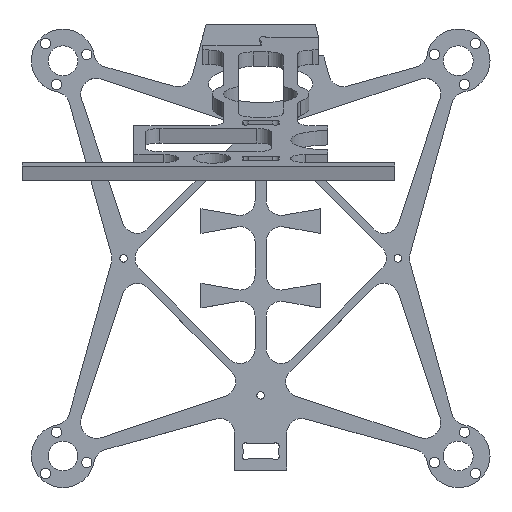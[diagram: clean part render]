
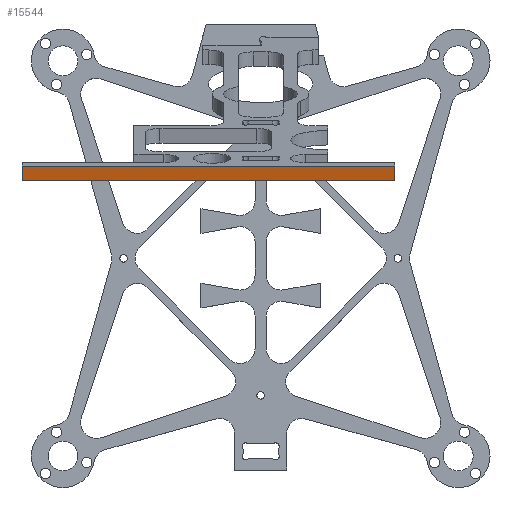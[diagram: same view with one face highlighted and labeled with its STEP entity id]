
A CAD part, top view. The second image highlights one B-rep face of the part: STEP entity #15544.
In plain terms, the highlighted planar face has unit normal (0, -0.259, 0.966).
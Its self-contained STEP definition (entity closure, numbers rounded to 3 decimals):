
#11103 = PLANE('',#11104);
#11104 = AXIS2_PLACEMENT_3D('',#11105,#11106,#11107);
#11105 = CARTESIAN_POINT('',(-7.,10.574,61.769));
#11106 = DIRECTION('',(0.,0.966,0.259)
  );
#11107 = DIRECTION('',(-1.,0.,0.));
#11131 = PLANE('',#11132);
#11132 = AXIS2_PLACEMENT_3D('',#11133,#11134,#11135);
#11133 = CARTESIAN_POINT('',(18.,10.316,62.735));
#11134 = DIRECTION('',(-1.,0.,0.));
#11135 = DIRECTION('',(0.,0.259,-0.966));
#11159 = PLANE('',#11160);
#11160 = AXIS2_PLACEMENT_3D('',#11161,#11162,#11163);
#11161 = CARTESIAN_POINT('',(-7.,12.506,62.287));
#11162 = DIRECTION('',(0.,0.966,0.259)
  );
#11163 = DIRECTION('',(-1.,0.,0.));
#12370 = VERTEX_POINT('',#12371);
#12371 = CARTESIAN_POINT('',(-32.,10.316,62.735));
#12385 = PLANE('',#12386);
#12386 = AXIS2_PLACEMENT_3D('',#12387,#12388,#12389);
#12387 = CARTESIAN_POINT('',(-32.,10.833,60.803));
#12388 = DIRECTION('',(1.,0.,0.));
#12389 = DIRECTION('',(0.,-0.259,0.966));
#12397 = EDGE_CURVE('',#12370,#12398,#12400,.T.);
#12398 = VERTEX_POINT('',#12399);
#12399 = CARTESIAN_POINT('',(18.,10.316,62.735));
#12400 = SURFACE_CURVE('',#12401,(#12405,#12412),.PCURVE_S1.);
#12401 = LINE('',#12402,#12403);
#12402 = CARTESIAN_POINT('',(-32.,10.316,62.735));
#12403 = VECTOR('',#12404,1.);
#12404 = DIRECTION('',(1.,0.,0.));
#12405 = PCURVE('',#11103,#12406);
#12406 = DEFINITIONAL_REPRESENTATION('',(#12407),#12411);
#12407 = LINE('',#12408,#12409);
#12408 = CARTESIAN_POINT('',(25.,1.));
#12409 = VECTOR('',#12410,1.);
#12410 = DIRECTION('',(-1.,0.));
#12411 = ( GEOMETRIC_REPRESENTATION_CONTEXT(2) 
PARAMETRIC_REPRESENTATION_CONTEXT() REPRESENTATION_CONTEXT('2D SPACE',''
  ) );
#12412 = PCURVE('',#12413,#12418);
#12413 = PLANE('',#12414);
#12414 = AXIS2_PLACEMENT_3D('',#12415,#12416,#12417);
#12415 = CARTESIAN_POINT('',(-32.,10.316,62.735));
#12416 = DIRECTION('',(0.,0.259,-0.966));
#12417 = DIRECTION('',(1.,0.,0.));
#12418 = DEFINITIONAL_REPRESENTATION('',(#12419),#12423);
#12419 = LINE('',#12420,#12421);
#12420 = CARTESIAN_POINT('',(0.,-0.));
#12421 = VECTOR('',#12422,1.);
#12422 = DIRECTION('',(1.,0.));
#12423 = ( GEOMETRIC_REPRESENTATION_CONTEXT(2) 
PARAMETRIC_REPRESENTATION_CONTEXT() REPRESENTATION_CONTEXT('2D SPACE',''
  ) );
#13608 = EDGE_CURVE('',#12398,#13609,#13611,.T.);
#13609 = VERTEX_POINT('',#13610);
#13610 = CARTESIAN_POINT('',(18.,12.247,63.253));
#13611 = SURFACE_CURVE('',#13612,(#13616,#13623),.PCURVE_S1.);
#13612 = LINE('',#13613,#13614);
#13613 = CARTESIAN_POINT('',(18.,10.316,62.735));
#13614 = VECTOR('',#13615,1.);
#13615 = DIRECTION('',(0.,0.966,0.259)
  );
#13616 = PCURVE('',#11131,#13617);
#13617 = DEFINITIONAL_REPRESENTATION('',(#13618),#13622);
#13618 = LINE('',#13619,#13620);
#13619 = CARTESIAN_POINT('',(0.,-0.));
#13620 = VECTOR('',#13621,1.);
#13621 = DIRECTION('',(0.,-1.));
#13622 = ( GEOMETRIC_REPRESENTATION_CONTEXT(2) 
PARAMETRIC_REPRESENTATION_CONTEXT() REPRESENTATION_CONTEXT('2D SPACE',''
  ) );
#13623 = PCURVE('',#12413,#13624);
#13624 = DEFINITIONAL_REPRESENTATION('',(#13625),#13629);
#13625 = LINE('',#13626,#13627);
#13626 = CARTESIAN_POINT('',(50.,0.));
#13627 = VECTOR('',#13628,1.);
#13628 = DIRECTION('',(0.,-1.));
#13629 = ( GEOMETRIC_REPRESENTATION_CONTEXT(2) 
PARAMETRIC_REPRESENTATION_CONTEXT() REPRESENTATION_CONTEXT('2D SPACE',''
  ) );
#14601 = VERTEX_POINT('',#14602);
#14602 = CARTESIAN_POINT('',(-32.,12.247,63.253));
#14623 = EDGE_CURVE('',#14601,#13609,#14624,.T.);
#14624 = SURFACE_CURVE('',#14625,(#14629,#14636),.PCURVE_S1.);
#14625 = LINE('',#14626,#14627);
#14626 = CARTESIAN_POINT('',(-32.,12.247,63.253));
#14627 = VECTOR('',#14628,1.);
#14628 = DIRECTION('',(1.,0.,0.));
#14629 = PCURVE('',#11159,#14630);
#14630 = DEFINITIONAL_REPRESENTATION('',(#14631),#14635);
#14631 = LINE('',#14632,#14633);
#14632 = CARTESIAN_POINT('',(25.,1.));
#14633 = VECTOR('',#14634,1.);
#14634 = DIRECTION('',(-1.,0.));
#14635 = ( GEOMETRIC_REPRESENTATION_CONTEXT(2) 
PARAMETRIC_REPRESENTATION_CONTEXT() REPRESENTATION_CONTEXT('2D SPACE',''
  ) );
#14636 = PCURVE('',#12413,#14637);
#14637 = DEFINITIONAL_REPRESENTATION('',(#14638),#14642);
#14638 = LINE('',#14639,#14640);
#14639 = CARTESIAN_POINT('',(0.,-2.));
#14640 = VECTOR('',#14641,1.);
#14641 = DIRECTION('',(1.,0.));
#14642 = ( GEOMETRIC_REPRESENTATION_CONTEXT(2) 
PARAMETRIC_REPRESENTATION_CONTEXT() REPRESENTATION_CONTEXT('2D SPACE',''
  ) );
#15544 = ADVANCED_FACE('',(#15545),#12413,.F.);
#15545 = FACE_BOUND('',#15546,.F.);
#15546 = EDGE_LOOP('',(#15547,#15568,#15569,#15570));
#15547 = ORIENTED_EDGE('',*,*,#15548,.T.);
#15548 = EDGE_CURVE('',#12370,#14601,#15549,.T.);
#15549 = SURFACE_CURVE('',#15550,(#15554,#15561),.PCURVE_S1.);
#15550 = LINE('',#15551,#15552);
#15551 = CARTESIAN_POINT('',(-32.,10.316,62.735));
#15552 = VECTOR('',#15553,1.);
#15553 = DIRECTION('',(0.,0.966,0.259)
  );
#15554 = PCURVE('',#12413,#15555);
#15555 = DEFINITIONAL_REPRESENTATION('',(#15556),#15560);
#15556 = LINE('',#15557,#15558);
#15557 = CARTESIAN_POINT('',(0.,-0.));
#15558 = VECTOR('',#15559,1.);
#15559 = DIRECTION('',(0.,-1.));
#15560 = ( GEOMETRIC_REPRESENTATION_CONTEXT(2) 
PARAMETRIC_REPRESENTATION_CONTEXT() REPRESENTATION_CONTEXT('2D SPACE',''
  ) );
#15561 = PCURVE('',#12385,#15562);
#15562 = DEFINITIONAL_REPRESENTATION('',(#15563),#15567);
#15563 = LINE('',#15564,#15565);
#15564 = CARTESIAN_POINT('',(2.,0.));
#15565 = VECTOR('',#15566,1.);
#15566 = DIRECTION('',(0.,-1.));
#15567 = ( GEOMETRIC_REPRESENTATION_CONTEXT(2) 
PARAMETRIC_REPRESENTATION_CONTEXT() REPRESENTATION_CONTEXT('2D SPACE',''
  ) );
#15568 = ORIENTED_EDGE('',*,*,#14623,.T.);
#15569 = ORIENTED_EDGE('',*,*,#13608,.F.);
#15570 = ORIENTED_EDGE('',*,*,#12397,.F.);
